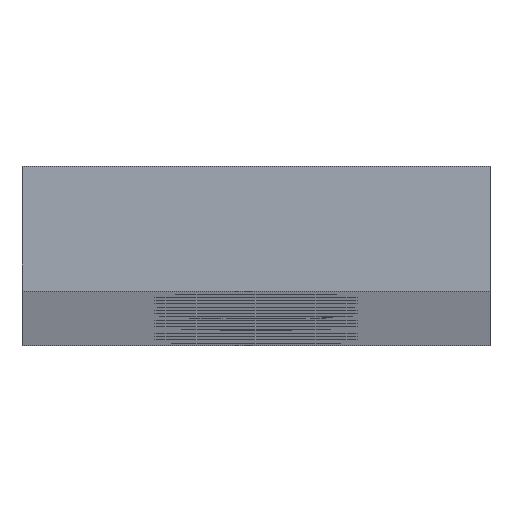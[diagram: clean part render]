
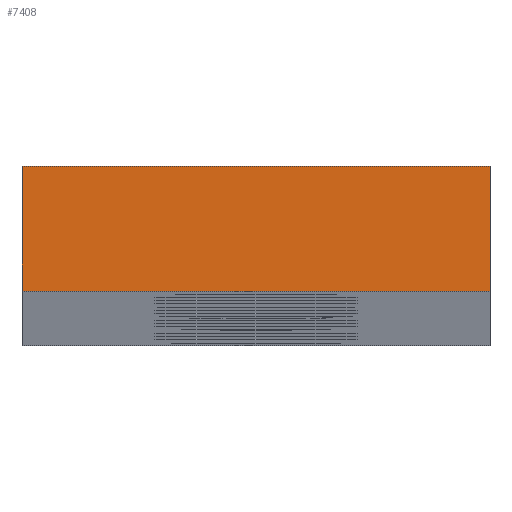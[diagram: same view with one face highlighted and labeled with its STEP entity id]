
A CAD part, top view. The second image highlights one B-rep face of the part: STEP entity #7408.
In plain terms, the highlighted planar face has unit normal (0, 0, 1).
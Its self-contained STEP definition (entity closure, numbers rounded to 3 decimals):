
#436 = VERTEX_POINT ( 'NONE', #9622 ) ;
#792 = VERTEX_POINT ( 'NONE', #2840 ) ;
#825 = EDGE_CURVE ( 'NONE', #5145, #792, #7778, .T. ) ;
#1114 = CARTESIAN_POINT ( 'NONE',  ( 15., 4., 1000. ) ) ;
#1532 = LINE ( 'NONE', #8187, #10172 ) ;
#2149 = EDGE_CURVE ( 'NONE', #9052, #792, #1532, .T. ) ;
#2604 = CARTESIAN_POINT ( 'NONE',  ( 15., 4., 1000. ) ) ;
#2840 = CARTESIAN_POINT ( 'NONE',  ( 15., -4., 1000. ) ) ;
#3286 = EDGE_CURVE ( 'NONE', #436, #5145, #3796, .T. ) ;
#3796 = LINE ( 'NONE', #10882, #10730 ) ;
#3948 = DIRECTION ( 'NONE',  ( 0., 0., -1. ) ) ;
#4333 = ORIENTED_EDGE ( 'NONE', *, *, #3286, .F. ) ;
#5145 = VERTEX_POINT ( 'NONE', #2604 ) ;
#5267 = DIRECTION ( 'NONE',  ( 0., -1., 0. ) ) ;
#5370 = ORIENTED_EDGE ( 'NONE', *, *, #2149, .T. ) ;
#5455 = DIRECTION ( 'NONE',  ( 0., -1., 0. ) ) ;
#6211 = CARTESIAN_POINT ( 'NONE',  ( -15., 4., 1000. ) ) ;
#6310 = ORIENTED_EDGE ( 'NONE', *, *, #825, .F. ) ;
#6730 = VECTOR ( 'NONE', #5455, 1000. ) ;
#6953 = FACE_OUTER_BOUND ( 'NONE', #7546, .T. ) ;
#7398 = ORIENTED_EDGE ( 'NONE', *, *, #9213, .T. ) ;
#7408 = ADVANCED_FACE ( 'NONE', ( #6953 ), #7707, .F. ) ;
#7546 = EDGE_LOOP ( 'NONE', ( #5370, #6310, #4333, #7398 ) ) ;
#7707 = PLANE ( 'NONE',  #11980 ) ;
#7778 = LINE ( 'NONE', #1114, #6730 ) ;
#8187 = CARTESIAN_POINT ( 'NONE',  ( -15., -4., 1000. ) ) ;
#9052 = VERTEX_POINT ( 'NONE', #11844 ) ;
#9105 = DIRECTION ( 'NONE',  ( 1., 0., 0. ) ) ;
#9213 = EDGE_CURVE ( 'NONE', #436, #9052, #10826, .T. ) ;
#9622 = CARTESIAN_POINT ( 'NONE',  ( -15., 4., 1000. ) ) ;
#9713 = CARTESIAN_POINT ( 'NONE',  ( -15., 4., 1000. ) ) ;
#10172 = VECTOR ( 'NONE', #9105, 1000. ) ;
#10706 = DIRECTION ( 'NONE',  ( -1., 0., 0. ) ) ;
#10730 = VECTOR ( 'NONE', #10925, 1000. ) ;
#10826 = LINE ( 'NONE', #6211, #11132 ) ;
#10882 = CARTESIAN_POINT ( 'NONE',  ( -15., 4., 1000. ) ) ;
#10925 = DIRECTION ( 'NONE',  ( 1., 0., 0. ) ) ;
#11132 = VECTOR ( 'NONE', #5267, 1000. ) ;
#11844 = CARTESIAN_POINT ( 'NONE',  ( -15., -4., 1000. ) ) ;
#11980 = AXIS2_PLACEMENT_3D ( 'NONE', #9713, #3948, #10706 ) ;
